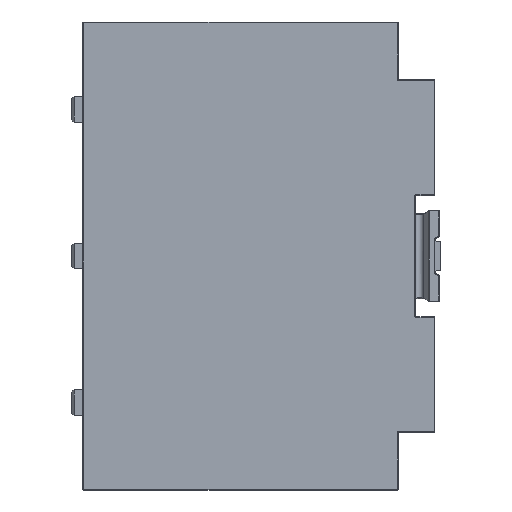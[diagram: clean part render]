
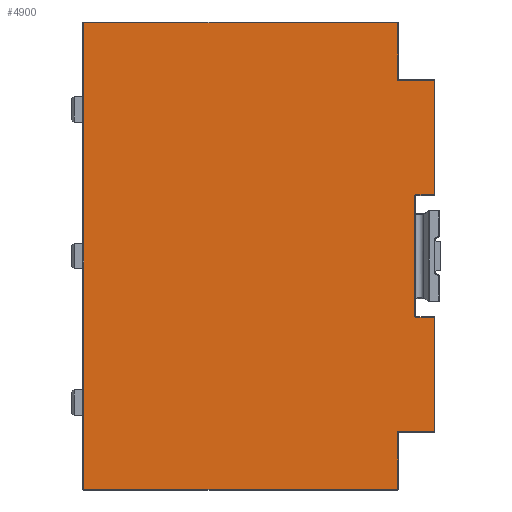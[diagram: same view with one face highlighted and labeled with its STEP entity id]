
A CAD part, top view. The second image highlights one B-rep face of the part: STEP entity #4900.
In plain terms, the highlighted planar face has unit normal (0, 0, 1).
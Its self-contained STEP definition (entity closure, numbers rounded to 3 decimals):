
#106=PLANE('',#5576);
#348=LINE('',#8408,#723);
#349=LINE('',#8425,#724);
#356=LINE('',#8448,#731);
#357=LINE('',#8479,#732);
#359=LINE('',#8482,#734);
#365=LINE('',#8491,#740);
#367=LINE('',#8494,#742);
#384=LINE('',#8525,#759);
#392=LINE('',#8537,#767);
#395=LINE('',#8542,#770);
#405=LINE('',#8607,#780);
#410=LINE('',#8615,#785);
#723=VECTOR('',#6777,10.);
#724=VECTOR('',#6798,10.);
#731=VECTOR('',#6827,10.);
#732=VECTOR('',#6864,10.);
#734=VECTOR('',#6868,10.);
#740=VECTOR('',#6880,10.);
#742=VECTOR('',#6884,10.);
#759=VECTOR('',#6925,10.);
#767=VECTOR('',#6941,10.);
#770=VECTOR('',#6948,10.);
#780=VECTOR('',#6984,10.);
#785=VECTOR('',#6995,10.);
#1380=FACE_OUTER_BOUND('',#1715,.T.);
#1715=EDGE_LOOP('',(#4357,#4358,#4359,#4360,#4361,#4362,#4363,#4364,#4365,
#4366,#4367,#4368,#4369,#4370,#4371,#4372));
#1960=CIRCLE('',#5341,0.2);
#2013=CIRCLE('',#5429,0.2);
#2027=CIRCLE('',#5449,0.2);
#2043=CIRCLE('',#5474,0.2);
#2292=VERTEX_POINT('',#8119);
#2293=VERTEX_POINT('',#8120);
#2317=VERTEX_POINT('',#8281);
#2326=VERTEX_POINT('',#8312);
#2335=VERTEX_POINT('',#8334);
#2344=VERTEX_POINT('',#8365);
#2351=VERTEX_POINT('',#8381);
#2352=VERTEX_POINT('',#8383);
#2360=VERTEX_POINT('',#8403);
#2363=VERTEX_POINT('',#8416);
#2364=VERTEX_POINT('',#8417);
#2370=VERTEX_POINT('',#8438);
#2376=VERTEX_POINT('',#8459);
#2377=VERTEX_POINT('',#8463);
#2378=VERTEX_POINT('',#8464);
#2383=VERTEX_POINT('',#8475);
#2839=EDGE_CURVE('',#2292,#2293,#1960,.T.);
#2923=EDGE_CURVE('',#2351,#2352,#2013,.T.);
#2935=EDGE_CURVE('',#2344,#2360,#348,.T.);
#2939=EDGE_CURVE('',#2363,#2364,#2027,.T.);
#2943=EDGE_CURVE('',#2364,#2351,#349,.T.);
#2956=EDGE_CURVE('',#2360,#2370,#356,.T.);
#2963=EDGE_CURVE('',#2377,#2378,#2043,.T.);
#2970=EDGE_CURVE('',#2378,#2383,#357,.T.);
#2972=EDGE_CURVE('',#2383,#2376,#359,.T.);
#2978=EDGE_CURVE('',#2370,#2377,#365,.T.);
#2980=EDGE_CURVE('',#2376,#2363,#367,.T.);
#2998=EDGE_CURVE('',#2352,#2335,#384,.T.);
#3006=EDGE_CURVE('',#2326,#2344,#392,.T.);
#3009=EDGE_CURVE('',#2335,#2317,#395,.T.);
#3025=EDGE_CURVE('',#2293,#2326,#405,.T.);
#3030=EDGE_CURVE('',#2317,#2292,#410,.T.);
#4357=ORIENTED_EDGE('',*,*,#2963,.F.);
#4358=ORIENTED_EDGE('',*,*,#2978,.F.);
#4359=ORIENTED_EDGE('',*,*,#2956,.F.);
#4360=ORIENTED_EDGE('',*,*,#2935,.F.);
#4361=ORIENTED_EDGE('',*,*,#3006,.F.);
#4362=ORIENTED_EDGE('',*,*,#3025,.F.);
#4363=ORIENTED_EDGE('',*,*,#2839,.F.);
#4364=ORIENTED_EDGE('',*,*,#3030,.F.);
#4365=ORIENTED_EDGE('',*,*,#3009,.F.);
#4366=ORIENTED_EDGE('',*,*,#2998,.F.);
#4367=ORIENTED_EDGE('',*,*,#2923,.F.);
#4368=ORIENTED_EDGE('',*,*,#2943,.F.);
#4369=ORIENTED_EDGE('',*,*,#2939,.F.);
#4370=ORIENTED_EDGE('',*,*,#2980,.F.);
#4371=ORIENTED_EDGE('',*,*,#2972,.F.);
#4372=ORIENTED_EDGE('',*,*,#2970,.F.);
#4900=ADVANCED_FACE('',(#1380),#106,.T.);
#5341=AXIS2_PLACEMENT_3D('',#8121,#6549,#6550);
#5429=AXIS2_PLACEMENT_3D('',#8384,#6746,#6747);
#5449=AXIS2_PLACEMENT_3D('',#8418,#6788,#6789);
#5474=AXIS2_PLACEMENT_3D('',#8465,#6846,#6847);
#5576=AXIS2_PLACEMENT_3D('',#8787,#7156,#7157);
#6549=DIRECTION('center_axis',(0.,0.,1.));
#6550=DIRECTION('ref_axis',(-0.707,0.707,0.));
#6746=DIRECTION('center_axis',(0.,0.,1.));
#6747=DIRECTION('ref_axis',(-0.707,-0.707,0.));
#6777=DIRECTION('',(0.,1.,0.));
#6788=DIRECTION('center_axis',(0.,0.,1.));
#6789=DIRECTION('ref_axis',(-0.707,0.707,0.));
#6798=DIRECTION('',(0.,-1.,0.));
#6827=DIRECTION('',(1.,0.,0.));
#6846=DIRECTION('center_axis',(0.,0.,1.));
#6847=DIRECTION('ref_axis',(-0.707,-0.707,0.));
#6864=DIRECTION('',(1.,0.,0.));
#6868=DIRECTION('',(0.,-1.,0.));
#6880=DIRECTION('',(0.,-1.,0.));
#6884=DIRECTION('',(-1.,0.,0.));
#6925=DIRECTION('',(1.,0.,0.));
#6941=DIRECTION('',(-1.,0.,0.));
#6948=DIRECTION('',(0.,-1.,0.));
#6984=DIRECTION('',(0.,-1.,0.));
#6995=DIRECTION('',(-1.,0.,0.));
#7156=DIRECTION('center_axis',(0.,0.,1.));
#7157=DIRECTION('ref_axis',(1.,0.,0.));
#8119=CARTESIAN_POINT('',(19.1,-23.9,2.));
#8120=CARTESIAN_POINT('',(18.9,-24.1,2.));
#8121=CARTESIAN_POINT('Origin',(19.1,-24.1,2.));
#8281=CARTESIAN_POINT('',(23.9,-23.9,2.));
#8312=CARTESIAN_POINT('',(18.9,-31.8,2.));
#8334=CARTESIAN_POINT('',(23.9,-8.35,2.));
#8365=CARTESIAN_POINT('',(-23.9,-31.8,2.));
#8381=CARTESIAN_POINT('',(21.2,-8.15,2.));
#8383=CARTESIAN_POINT('',(21.4,-8.35,2.));
#8384=CARTESIAN_POINT('Origin',(21.4,-8.15,2.));
#8403=CARTESIAN_POINT('',(-23.9,31.8,2.));
#8408=CARTESIAN_POINT('',(-23.9,15.,2.));
#8416=CARTESIAN_POINT('',(21.4,8.35,2.));
#8417=CARTESIAN_POINT('',(21.2,8.15,2.));
#8418=CARTESIAN_POINT('Origin',(21.4,8.15,2.));
#8425=CARTESIAN_POINT('',(21.2,-4.125,2.));
#8438=CARTESIAN_POINT('',(18.9,31.8,2.));
#8448=CARTESIAN_POINT('',(-12.,31.8,2.));
#8459=CARTESIAN_POINT('',(23.9,8.35,2.));
#8463=CARTESIAN_POINT('',(18.9,24.1,2.));
#8464=CARTESIAN_POINT('',(19.1,23.9,2.));
#8465=CARTESIAN_POINT('Origin',(19.1,24.1,2.));
#8475=CARTESIAN_POINT('',(23.9,23.9,2.));
#8479=CARTESIAN_POINT('',(9.5,23.9,2.));
#8482=CARTESIAN_POINT('',(23.9,-15.,2.));
#8491=CARTESIAN_POINT('',(18.9,15.95,2.));
#8494=CARTESIAN_POINT('',(10.65,8.35,2.));
#8525=CARTESIAN_POINT('',(12.,-8.35,2.));
#8537=CARTESIAN_POINT('',(12.,-31.8,2.));
#8542=CARTESIAN_POINT('',(23.9,-15.,2.));
#8607=CARTESIAN_POINT('',(18.9,-12.,2.));
#8615=CARTESIAN_POINT('',(12.,-23.9,2.));
#8787=CARTESIAN_POINT('Origin',(0.,0.,
2.));
